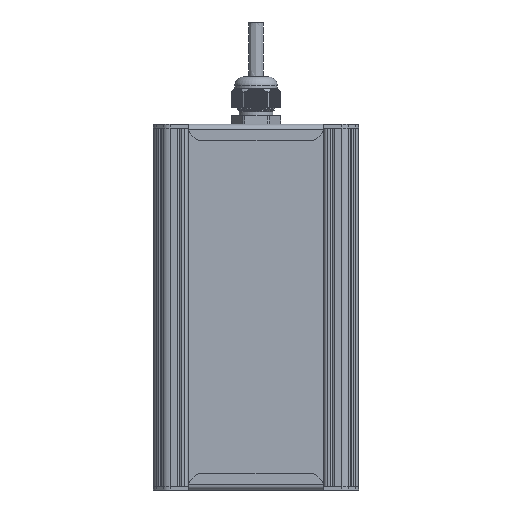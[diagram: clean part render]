
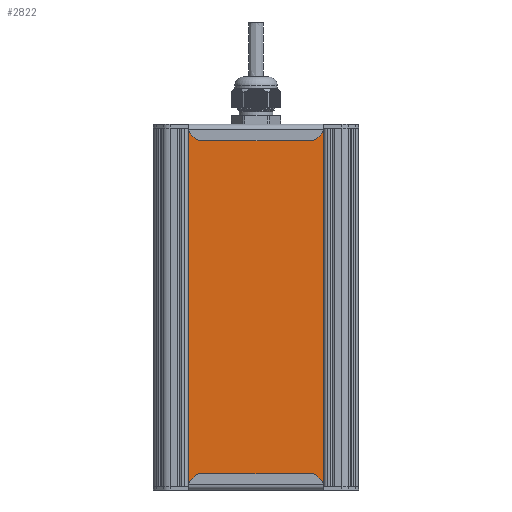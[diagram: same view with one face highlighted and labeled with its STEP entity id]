
A CAD part, front view. The second image highlights one B-rep face of the part: STEP entity #2822.
In plain terms, the highlighted face is planar.
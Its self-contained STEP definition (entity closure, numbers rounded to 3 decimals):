
#2822=ADVANCED_FACE('',(#11818),#11820,.T.);
#11818=FACE_BOUND('',#11819,.T.);
#11819=EDGE_LOOP('',(#37586,#37587,#37588,#37589));
#11820=PLANE('',#11821);
#11821=AXIS2_PLACEMENT_3D('',#11822,#11823,#11824);
#11822=CARTESIAN_POINT('',(120.465,593.492,117.308));
#11823=DIRECTION('',(0.,0.,-1.));
#11824=DIRECTION('',(0.,1.,0.));
#37586=ORIENTED_EDGE('',*,*,#43484,.T.);
#37587=ORIENTED_EDGE('',*,*,#43483,.T.);
#37588=ORIENTED_EDGE('',*,*,#43485,.T.);
#37589=ORIENTED_EDGE('',*,*,#43486,.F.);
#43483=EDGE_CURVE('',#48760,#48765,#48767,.T.);
#43484=EDGE_CURVE('',#48768,#48760,#48769,.F.);
#43485=EDGE_CURVE('',#48765,#48770,#48771,.T.);
#43486=EDGE_CURVE('',#48768,#48770,#48772,.T.);
#48760=VERTEX_POINT('',#66996);
#48765=VERTEX_POINT('',#67005);
#48767=LINE('',#67009,#67010);
#48768=VERTEX_POINT('',#67012);
#48769=LINE('',#67013,#67014);
#48770=VERTEX_POINT('',#67016);
#48771=LINE('',#67017,#67018);
#48772=LINE('',#67020,#67021);
#66996=CARTESIAN_POINT('',(170.465,679.838,117.308));
#67005=CARTESIAN_POINT('',(366.465,679.838,117.308));
#67009=CARTESIAN_POINT('',(170.465,679.838,117.308));
#67010=VECTOR('',#67011,1.);
#67011=DIRECTION('',(1.,0.,0.));
#67012=CARTESIAN_POINT('',(170.465,593.492,117.308));
#67013=CARTESIAN_POINT('',(170.465,679.838,117.308));
#67014=VECTOR('',#67015,1.);
#67015=DIRECTION('',(0.,-1.,0.));
#67016=CARTESIAN_POINT('',(366.465,593.492,117.308));
#67017=CARTESIAN_POINT('',(366.465,679.838,117.308));
#67018=VECTOR('',#67019,1.);
#67019=DIRECTION('',(0.,-1.,0.));
#67020=CARTESIAN_POINT('',(170.465,593.492,117.308));
#67021=VECTOR('',#67022,1.);
#67022=DIRECTION('',(1.,0.,0.));
